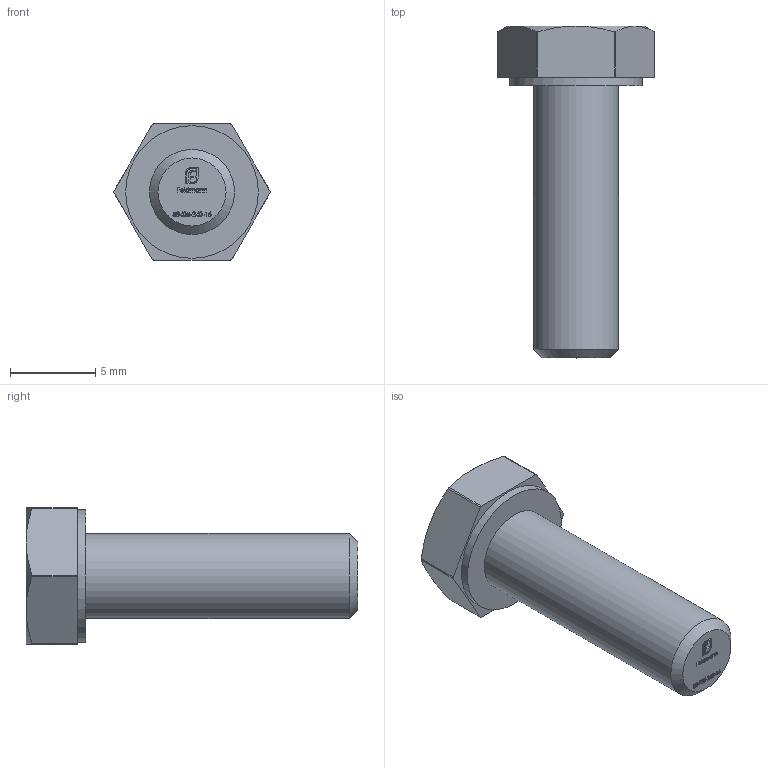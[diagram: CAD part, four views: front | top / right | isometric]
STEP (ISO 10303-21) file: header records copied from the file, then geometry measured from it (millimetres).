
FILE_DESCRIPTION (( 'STEP AP203' ), '1' );
FILE_NAME ('DIN 933 M2-M36.STEP', '2021-12-10T12:54:05', ( '' ), ( '' ), 'SwSTEP 2.0', 'SolidWorks 2018', '' );
FILE_SCHEMA (( 'CONFIG_CONTROL_DESIGN' ));
Length unit declared in the file: millimetre
Products named in the file (2): DIN 933 M2-M36
Bounding box: 9.21 x 19.5 x 8 mm (x, y, z)
Volume: 501.9 mm3; surface area: 452.9 mm2
Topology: 1 solids, 1 shells, 327 faces, 869 edges, 577 vertices
Faces by surface type: plane 178, bspline 134, cylinder 8, cone 7
Full cylindrical faces by diameter (mm): 5 x1, 7.8 x1
Entity records: 17072 total; most frequent: CARTESIAN_POINT 9734, ORIENTED_EDGE 1732, DIRECTION 987, EDGE_CURVE 866, VERTEX_POINT 577, LINE 563, VECTOR 563, EDGE_LOOP 363
